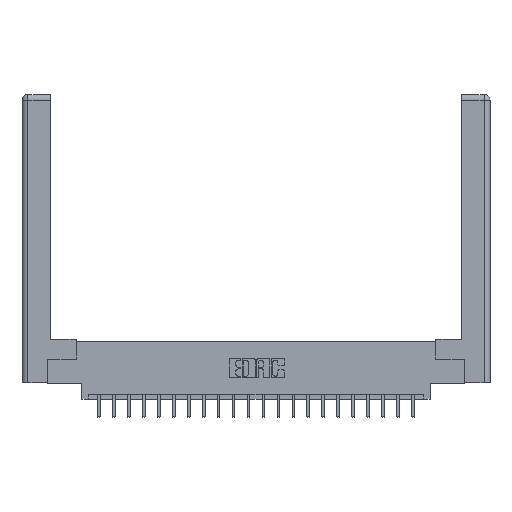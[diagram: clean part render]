
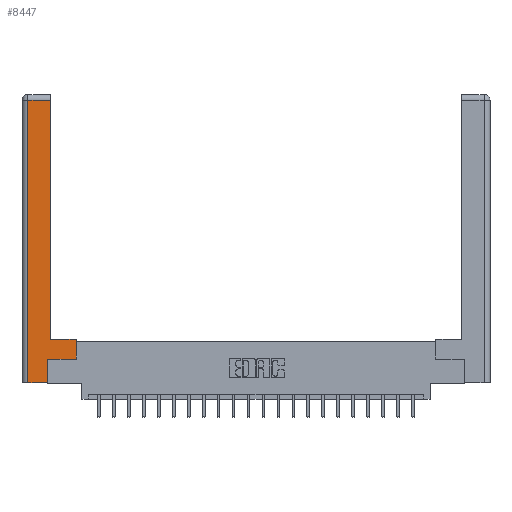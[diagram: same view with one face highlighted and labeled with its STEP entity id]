
A CAD part, top view. The second image highlights one B-rep face of the part: STEP entity #8447.
In plain terms, the highlighted planar face has unit normal (0, 0, 1).
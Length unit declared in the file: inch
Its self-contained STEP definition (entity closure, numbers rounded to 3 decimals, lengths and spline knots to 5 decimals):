
#302 = CARTESIAN_POINT ( 'NONE',  ( 0.565, 0.245, 0. ) ) ;
#431 = EDGE_CURVE ( 'NONE', #11030, #3438, #13982, .T. ) ;
#762 = CARTESIAN_POINT ( 'NONE',  ( 0.565, 0.45, 0. ) ) ;
#1398 = LINE ( 'NONE', #10366, #16079 ) ;
#2122 = CARTESIAN_POINT ( 'NONE',  ( 0.265, 0.245, 0. ) ) ;
#2202 = DIRECTION ( 'NONE',  ( 1., 0., 0. ) ) ;
#2511 = VECTOR ( 'NONE', #19990, 39.37008 ) ;
#2545 = AXIS2_PLACEMENT_3D ( 'NONE', #10107, #11978, #15663 ) ;
#2645 = EDGE_CURVE ( 'NONE', #2749, #5029, #9777, .T. ) ;
#2749 = VERTEX_POINT ( 'NONE', #17192 ) ;
#3058 = CARTESIAN_POINT ( 'NONE',  ( 0.265, 0., 0. ) ) ;
#3095 = ORIENTED_EDGE ( 'NONE', *, *, #431, .T. ) ;
#3359 = VECTOR ( 'NONE', #2202, 39.37008 ) ;
#3438 = VERTEX_POINT ( 'NONE', #12530 ) ;
#4224 = CARTESIAN_POINT ( 'NONE',  ( 0.0615, 2.94, 0. ) ) ;
#4420 = ORIENTED_EDGE ( 'NONE', *, *, #21632, .T. ) ;
#5029 = VERTEX_POINT ( 'NONE', #22399 ) ;
#5479 = LINE ( 'NONE', #6852, #18275 ) ;
#6065 = EDGE_CURVE ( 'NONE', #5029, #11030, #18588, .T. ) ;
#6168 = CARTESIAN_POINT ( 'NONE',  ( 0.295, 3., 0. ) ) ;
#6852 = CARTESIAN_POINT ( 'NONE',  ( 0.565, 0.45, 0. ) ) ;
#8243 = VERTEX_POINT ( 'NONE', #762 ) ;
#8447 = ADVANCED_FACE ( 'NONE', ( #17385 ), #17327, .F. ) ;
#9458 = EDGE_LOOP ( 'NONE', ( #18307, #4420, #13085, #12705, #3095, #10806, #17073, #10937 ) ) ;
#9777 = LINE ( 'NONE', #11417, #22056 ) ;
#9847 = VERTEX_POINT ( 'NONE', #302 ) ;
#10107 = CARTESIAN_POINT ( 'NONE',  ( 0., 0., 0. ) ) ;
#10366 = CARTESIAN_POINT ( 'NONE',  ( 0.565, 0.245, 0. ) ) ;
#10381 = CARTESIAN_POINT ( 'NONE',  ( 0.295, 0.45, 0. ) ) ;
#10806 = ORIENTED_EDGE ( 'NONE', *, *, #22131, .T. ) ;
#10937 = ORIENTED_EDGE ( 'NONE', *, *, #11938, .T. ) ;
#11030 = VERTEX_POINT ( 'NONE', #3058 ) ;
#11318 = CARTESIAN_POINT ( 'NONE',  ( 0.265, 0., 0. ) ) ;
#11417 = CARTESIAN_POINT ( 'NONE',  ( 0.0615, 0., 0. ) ) ;
#11938 = EDGE_CURVE ( 'NONE', #8243, #21542, #16419, .T. ) ;
#11978 = DIRECTION ( 'NONE',  ( 0., 0., -1. ) ) ;
#12530 = CARTESIAN_POINT ( 'NONE',  ( 0.265, 0.245, 0. ) ) ;
#12705 = ORIENTED_EDGE ( 'NONE', *, *, #6065, .T. ) ;
#13085 = ORIENTED_EDGE ( 'NONE', *, *, #2645, .T. ) ;
#13408 = VECTOR ( 'NONE', #15718, 39.37008 ) ;
#13431 = VECTOR ( 'NONE', #14277, 39.37008 ) ;
#13982 = LINE ( 'NONE', #2122, #13431 ) ;
#14277 = DIRECTION ( 'NONE',  ( 0., 1., 0. ) ) ;
#15358 = VECTOR ( 'NONE', #21844, 39.37008 ) ;
#15623 = LINE ( 'NONE', #6168, #15358 ) ;
#15663 = DIRECTION ( 'NONE',  ( -1., 0., 0. ) ) ;
#15718 = DIRECTION ( 'NONE',  ( -1., 0., 0. ) ) ;
#15774 = DIRECTION ( 'NONE',  ( 1., 0., 0. ) ) ;
#16079 = VECTOR ( 'NONE', #15774, 39.37008 ) ;
#16419 = LINE ( 'NONE', #10381, #13408 ) ;
#16618 = EDGE_CURVE ( 'NONE', #9847, #8243, #5479, .T. ) ;
#17073 = ORIENTED_EDGE ( 'NONE', *, *, #16618, .T. ) ;
#17192 = CARTESIAN_POINT ( 'NONE',  ( 0.0615, 2.94, 0. ) ) ;
#17327 = PLANE ( 'NONE',  #2545 ) ;
#17385 = FACE_OUTER_BOUND ( 'NONE', #9458, .T. ) ;
#18275 = VECTOR ( 'NONE', #19057, 39.37008 ) ;
#18307 = ORIENTED_EDGE ( 'NONE', *, *, #20519, .T. ) ;
#18383 = DIRECTION ( 'NONE',  ( 0., -1., 0. ) ) ;
#18588 = LINE ( 'NONE', #11318, #3359 ) ;
#18813 = CARTESIAN_POINT ( 'NONE',  ( 0.295, 2.94, 0. ) ) ;
#18850 = LINE ( 'NONE', #4224, #2511 ) ;
#19057 = DIRECTION ( 'NONE',  ( 0., 1., 0. ) ) ;
#19990 = DIRECTION ( 'NONE',  ( -1., 0., 0. ) ) ;
#20519 = EDGE_CURVE ( 'NONE', #21542, #20632, #15623, .T. ) ;
#20632 = VERTEX_POINT ( 'NONE', #18813 ) ;
#21423 = CARTESIAN_POINT ( 'NONE',  ( 0.295, 0.45, 0. ) ) ;
#21542 = VERTEX_POINT ( 'NONE', #21423 ) ;
#21632 = EDGE_CURVE ( 'NONE', #20632, #2749, #18850, .T. ) ;
#21844 = DIRECTION ( 'NONE',  ( 0., 1., 0. ) ) ;
#22056 = VECTOR ( 'NONE', #18383, 39.37008 ) ;
#22131 = EDGE_CURVE ( 'NONE', #3438, #9847, #1398, .T. ) ;
#22399 = CARTESIAN_POINT ( 'NONE',  ( 0.0615, 0., 0. ) ) ;
